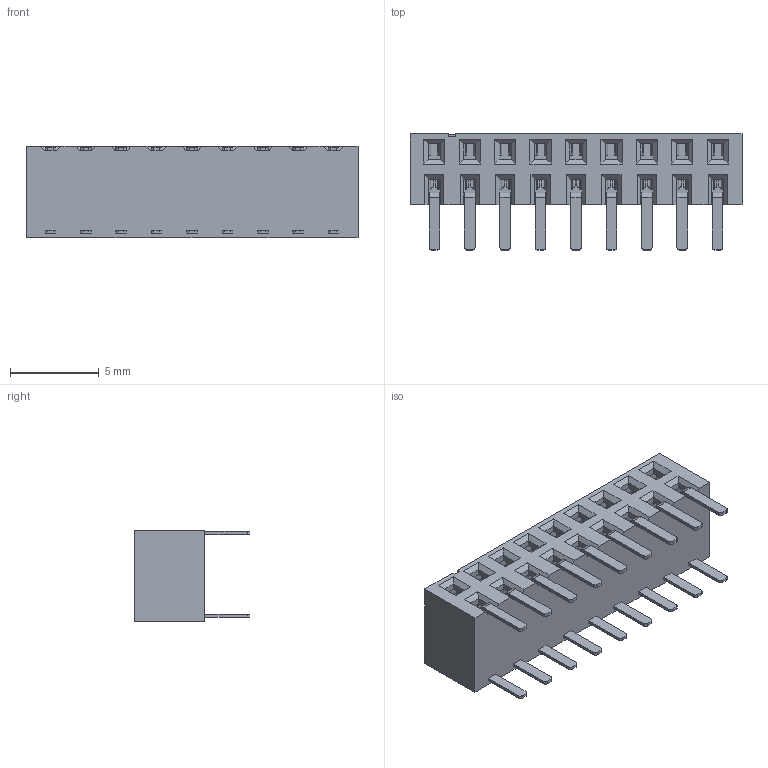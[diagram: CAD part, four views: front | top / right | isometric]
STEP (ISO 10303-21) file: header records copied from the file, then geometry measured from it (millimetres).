
FILE_DESCRIPTION( ('This file contains a STEP AP42 implementation' ,'as created by ZW3D STEP Interface translator.') ,'2;1' );
FILE_NAME( '2250-2XXRXXCUNX1.stp' ,'23 418.101658', (''), ('ZWCAD Software Co.'), 'Version 1.0', 'ZW3D to STEP translator', '' );
FILE_SCHEMA(('AUTOMOTIVE_DESIGN { 1 0 10303 214 1 1 1 1 }'));
Length unit declared in the file: millimetre
Products named in the file (2): 0; 2250-220RXXCUNX1
Bounding box: 18.75 x 6.55 x 5.15 mm (x, y, z)
Surface area: 1183.6 mm2 (no closed solid volume)
Topology: 0 solids, 1 shells, 1645 faces, 5000 edges, 3304 vertices
Faces by surface type: plane 988, cylinder 450, bspline 207
Entity records: 75641 total; most frequent: CARTESIAN_POINT 39168, ORIENTED_EDGE 10128, EDGE_CURVE 4999, B_SPLINE_CURVE_WITH_KNOTS 4708, VERTEX_POINT 3304, DIRECTION 3169, EDGE_LOOP 1684, FACE_OUTER_BOUND 1645
